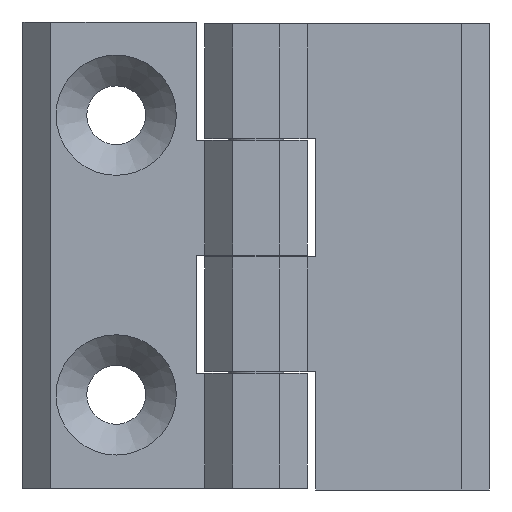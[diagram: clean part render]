
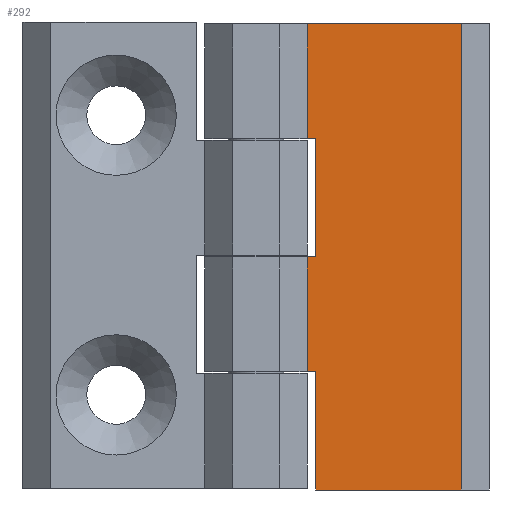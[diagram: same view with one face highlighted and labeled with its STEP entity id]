
A CAD part, front view. The second image highlights one B-rep face of the part: STEP entity #292.
In plain terms, the highlighted planar face has unit normal (0, -1, 0).
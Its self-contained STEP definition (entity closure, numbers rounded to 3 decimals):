
#292=ADVANCED_FACE('',(#604),#605,.T.);
#604=FACE_OUTER_BOUND('',#1202,.T.);
#605=PLANE('',#1203);
#1202=EDGE_LOOP('',(#2019,#2020,#2021,#2022,#2023,#2024,#2025,#2026,#2027,#2028));
#1203=AXIS2_PLACEMENT_3D('',#2029,#2030,#2031);
#2019=ORIENTED_EDGE('',*,*,#4190,.F.);
#2020=ORIENTED_EDGE('',*,*,#4219,.F.);
#2021=ORIENTED_EDGE('',*,*,#4263,.F.);
#2022=ORIENTED_EDGE('',*,*,#4195,.F.);
#2023=ORIENTED_EDGE('',*,*,#4186,.F.);
#2024=ORIENTED_EDGE('',*,*,#4224,.T.);
#2025=ORIENTED_EDGE('',*,*,#4262,.T.);
#2026=ORIENTED_EDGE('',*,*,#4235,.F.);
#2027=ORIENTED_EDGE('',*,*,#4264,.F.);
#2028=ORIENTED_EDGE('',*,*,#4204,.F.);
#2029=CARTESIAN_POINT('',(5.5,0.0,-50.0));
#2030=DIRECTION('',(0.0,-1.0,0.0));
#2031=DIRECTION('',(-1.0,0.0,0.0));
#4186=EDGE_CURVE('',#4901,#4903,#4904,.T.);
#4190=EDGE_CURVE('',#4909,#4911,#4912,.T.);
#4195=EDGE_CURVE('',#4903,#4920,#4921,.T.);
#4204=EDGE_CURVE('',#4911,#4937,#4938,.T.);
#4219=EDGE_CURVE('',#4964,#4909,#4966,.T.);
#4224=EDGE_CURVE('',#4901,#4973,#4975,.T.);
#4235=EDGE_CURVE('',#4994,#4996,#4997,.T.);
#4262=EDGE_CURVE('',#4973,#4996,#5037,.T.);
#4263=EDGE_CURVE('',#4920,#4964,#5038,.T.);
#4264=EDGE_CURVE('',#4937,#4994,#5039,.T.);
#4901=VERTEX_POINT('',#6227);
#4903=VERTEX_POINT('',#6230);
#4904=LINE('',#6231,#6232);
#4909=VERTEX_POINT('',#6239);
#4911=VERTEX_POINT('',#6242);
#4912=LINE('',#6243,#6244);
#4920=VERTEX_POINT('',#6255);
#4921=LINE('',#6256,#6257);
#4937=VERTEX_POINT('',#6279);
#4938=LINE('',#6280,#6281);
#4964=VERTEX_POINT('',#6317);
#4966=LINE('',#6320,#6321);
#4973=VERTEX_POINT('',#6331);
#4975=LINE('',#6334,#6335);
#4994=VERTEX_POINT('',#6361);
#4996=VERTEX_POINT('',#6364);
#4997=LINE('',#6365,#6366);
#5037=LINE('',#6422,#6423);
#5038=LINE('',#6424,#6425);
#5039=LINE('',#6426,#6427);
#6227=CARTESIAN_POINT('',(6.401,0.0,-50.0));
#6230=CARTESIAN_POINT('',(6.401,0.0,-37.3));
#6231=CARTESIAN_POINT('',(6.401,0.0,-50.0));
#6232=VECTOR('',#8098,1.0);
#6239=CARTESIAN_POINT('',(6.401,0.0,-25.0));
#6242=CARTESIAN_POINT('',(6.401,0.0,-12.3));
#6243=CARTESIAN_POINT('',(6.401,0.0,-25.0));
#6244=VECTOR('',#8102,1.0);
#6255=CARTESIAN_POINT('',(5.5,0.0,-37.3));
#6256=CARTESIAN_POINT('',(6.4,0.0,-37.3));
#6257=VECTOR('',#8109,1.0);
#6279=CARTESIAN_POINT('',(5.5,0.,-12.3));
#6280=CARTESIAN_POINT('',(6.4,0.,-12.3));
#6281=VECTOR('',#8122,1.0);
#6317=CARTESIAN_POINT('',(5.5,0.0,-25.0));
#6320=CARTESIAN_POINT('',(5.5,0.0,-25.0));
#6321=VECTOR('',#8143,1.0);
#6331=CARTESIAN_POINT('',(22.0,0.0,-50.0));
#6334=CARTESIAN_POINT('',(5.5,0.0,-50.0));
#6335=VECTOR('',#8148,1.0);
#6361=CARTESIAN_POINT('',(5.5,0.0,0.0));
#6364=CARTESIAN_POINT('',(22.0,0.0,0.0));
#6365=CARTESIAN_POINT('',(5.5,0.0,0.0));
#6366=VECTOR('',#8163,1.0);
#6422=CARTESIAN_POINT('',(22.0,0.0,-50.0));
#6423=VECTOR('',#8210,1.0);
#6424=CARTESIAN_POINT('',(5.5,0.0,-50.0));
#6425=VECTOR('',#8211,1.0);
#6426=CARTESIAN_POINT('',(5.5,0.0,-50.0));
#6427=VECTOR('',#8212,1.0);
#8098=DIRECTION('',(0.0,0.0,1.0));
#8102=DIRECTION('',(0.0,0.0,1.0));
#8109=DIRECTION('',(-1.0,0.0,0.0));
#8122=DIRECTION('',(-1.0,0.,0.0));
#8143=DIRECTION('',(1.0,0.0,0.0));
#8148=DIRECTION('',(1.0,0.0,0.0));
#8163=DIRECTION('',(1.0,0.0,0.0));
#8210=DIRECTION('',(0.0,0.0,1.0));
#8211=DIRECTION('',(0.0,0.0,1.0));
#8212=DIRECTION('',(0.0,0.0,1.0));
